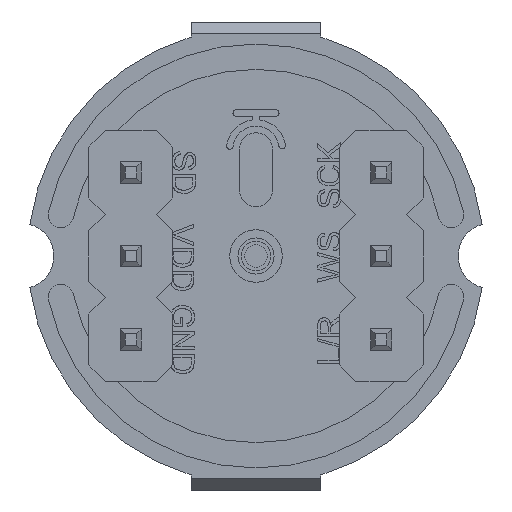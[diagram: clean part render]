
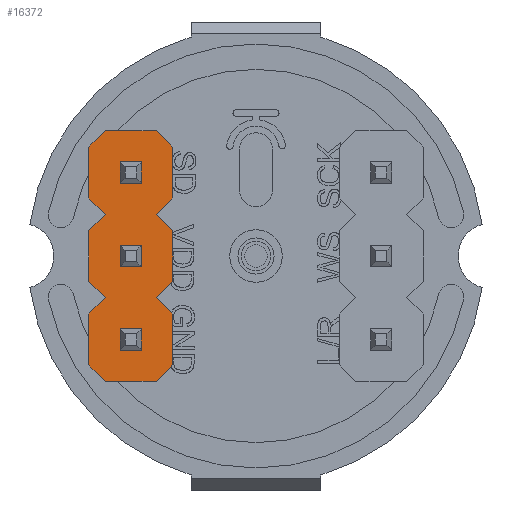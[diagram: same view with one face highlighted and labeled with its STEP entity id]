
A CAD part, front view. The second image highlights one B-rep face of the part: STEP entity #16372.
In plain terms, the highlighted planar face has unit normal (0, -1, 0).
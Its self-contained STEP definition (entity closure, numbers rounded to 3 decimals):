
#696=FACE_BOUND('',#3100,.T.);
#697=FACE_BOUND('',#3101,.T.);
#698=FACE_BOUND('',#3102,.T.);
#2112=FACE_OUTER_BOUND('',#3099,.T.);
#3099=EDGE_LOOP('',(#14333,#14334,#14335,#14336,#14337,#14338,#14339,#14340,
#14341,#14342,#14343,#14344,#14345,#14346,#14347,#14348,#14349,#14350,#14351,
#14352));
#3100=EDGE_LOOP('',(#14353,#14354,#14355,#14356));
#3101=EDGE_LOOP('',(#14357,#14358,#14359,#14360));
#3102=EDGE_LOOP('',(#14361,#14362,#14363,#14364));
#4436=LINE('',#31632,#6002);
#4441=LINE('',#31643,#6007);
#4445=LINE('',#31650,#6011);
#4446=LINE('',#31654,#6012);
#4452=LINE('',#31666,#6018);
#4454=LINE('',#31670,#6020);
#4461=LINE('',#31684,#6027);
#4464=LINE('',#31690,#6030);
#4466=LINE('',#31693,#6032);
#4468=LINE('',#31696,#6034);
#4469=LINE('',#31698,#6035);
#4490=LINE('',#31740,#6056);
#4493=LINE('',#31747,#6059);
#4497=LINE('',#31755,#6063);
#4500=LINE('',#31760,#6066);
#4503=LINE('',#31766,#6069);
#4506=LINE('',#31772,#6072);
#4508=LINE('',#31776,#6074);
#4509=LINE('',#31778,#6075);
#4511=LINE('',#31781,#6077);
#4512=LINE('',#31783,#6078);
#4513=LINE('',#31786,#6079);
#4518=LINE('',#31796,#6084);
#4521=LINE('',#31802,#6087);
#4524=LINE('',#31807,#6090);
#4527=LINE('',#31813,#6093);
#4530=LINE('',#31820,#6096);
#4532=LINE('',#31824,#6098);
#4535=LINE('',#31829,#6101);
#4536=LINE('',#31831,#6102);
#4537=LINE('',#31833,#6103);
#4538=LINE('',#31835,#6104);
#6002=VECTOR('',#19894,10.);
#6007=VECTOR('',#19901,10.);
#6011=VECTOR('',#19907,10.);
#6012=VECTOR('',#19910,10.);
#6018=VECTOR('',#19918,10.);
#6020=VECTOR('',#19922,10.);
#6027=VECTOR('',#19931,10.);
#6030=VECTOR('',#19936,10.);
#6032=VECTOR('',#19940,10.);
#6034=VECTOR('',#19944,10.);
#6035=VECTOR('',#19947,10.);
#6056=VECTOR('',#19976,10.);
#6059=VECTOR('',#19981,10.);
#6063=VECTOR('',#19987,10.);
#6066=VECTOR('',#19992,10.);
#6069=VECTOR('',#19997,10.);
#6072=VECTOR('',#20002,10.);
#6074=VECTOR('',#20006,10.);
#6075=VECTOR('',#20009,10.);
#6077=VECTOR('',#20013,10.);
#6078=VECTOR('',#20016,10.);
#6079=VECTOR('',#20019,10.);
#6084=VECTOR('',#20028,10.);
#6087=VECTOR('',#20033,10.);
#6090=VECTOR('',#20038,10.);
#6093=VECTOR('',#20043,10.);
#6096=VECTOR('',#20050,10.);
#6098=VECTOR('',#20054,10.);
#6101=VECTOR('',#20059,10.);
#6102=VECTOR('',#20062,10.);
#6103=VECTOR('',#20065,10.);
#6104=VECTOR('',#20068,10.);
#7653=VERTEX_POINT('',#31628);
#7655=VERTEX_POINT('',#31631);
#7659=VERTEX_POINT('',#31640);
#7660=VERTEX_POINT('',#31642);
#7662=VERTEX_POINT('',#31648);
#7663=VERTEX_POINT('',#31652);
#7664=VERTEX_POINT('',#31653);
#7669=VERTEX_POINT('',#31665);
#7670=VERTEX_POINT('',#31669);
#7674=VERTEX_POINT('',#31678);
#7676=VERTEX_POINT('',#31682);
#7678=VERTEX_POINT('',#31688);
#7695=VERTEX_POINT('',#31739);
#7696=VERTEX_POINT('',#31743);
#7698=VERTEX_POINT('',#31746);
#7700=VERTEX_POINT('',#31752);
#7701=VERTEX_POINT('',#31754);
#7702=VERTEX_POINT('',#31758);
#7704=VERTEX_POINT('',#31764);
#7705=VERTEX_POINT('',#31768);
#7706=VERTEX_POINT('',#31770);
#7707=VERTEX_POINT('',#31774);
#7708=VERTEX_POINT('',#31785);
#7710=VERTEX_POINT('',#31793);
#7711=VERTEX_POINT('',#31795);
#7712=VERTEX_POINT('',#31799);
#7713=VERTEX_POINT('',#31801);
#7714=VERTEX_POINT('',#31805);
#7716=VERTEX_POINT('',#31811);
#7718=VERTEX_POINT('',#31819);
#7719=VERTEX_POINT('',#31823);
#7720=VERTEX_POINT('',#31827);
#9850=EDGE_CURVE('',#7653,#7655,#4436,.T.);
#9855=EDGE_CURVE('',#7660,#7659,#4441,.T.);
#9859=EDGE_CURVE('',#7659,#7662,#4445,.T.);
#9860=EDGE_CURVE('',#7663,#7664,#4446,.T.);
#9866=EDGE_CURVE('',#7669,#7664,#4452,.T.);
#9868=EDGE_CURVE('',#7669,#7670,#4454,.T.);
#9875=EDGE_CURVE('',#7676,#7674,#4461,.T.);
#9878=EDGE_CURVE('',#7662,#7678,#4464,.T.);
#9880=EDGE_CURVE('',#7678,#7660,#4466,.T.);
#9882=EDGE_CURVE('',#7663,#7655,#4468,.T.);
#9883=EDGE_CURVE('',#7676,#7670,#4469,.T.);
#9904=EDGE_CURVE('',#7674,#7695,#4490,.T.);
#9907=EDGE_CURVE('',#7696,#7698,#4493,.T.);
#9911=EDGE_CURVE('',#7701,#7700,#4497,.T.);
#9914=EDGE_CURVE('',#7700,#7702,#4500,.T.);
#9917=EDGE_CURVE('',#7704,#7653,#4503,.T.);
#9920=EDGE_CURVE('',#7706,#7705,#4506,.T.);
#9922=EDGE_CURVE('',#7702,#7707,#4508,.T.);
#9923=EDGE_CURVE('',#7707,#7701,#4509,.T.);
#9925=EDGE_CURVE('',#7704,#7698,#4511,.T.);
#9926=EDGE_CURVE('',#7706,#7695,#4512,.T.);
#9927=EDGE_CURVE('',#7705,#7708,#4513,.T.);
#9932=EDGE_CURVE('',#7711,#7710,#4518,.T.);
#9935=EDGE_CURVE('',#7713,#7712,#4521,.T.);
#9938=EDGE_CURVE('',#7712,#7714,#4524,.T.);
#9941=EDGE_CURVE('',#7716,#7696,#4527,.T.);
#9944=EDGE_CURVE('',#7711,#7718,#4530,.T.);
#9946=EDGE_CURVE('',#7719,#7710,#4532,.T.);
#9949=EDGE_CURVE('',#7714,#7720,#4535,.T.);
#9950=EDGE_CURVE('',#7720,#7713,#4536,.T.);
#9951=EDGE_CURVE('',#7716,#7718,#4537,.T.);
#9952=EDGE_CURVE('',#7719,#7708,#4538,.T.);
#14333=ORIENTED_EDGE('',*,*,#9917,.F.);
#14334=ORIENTED_EDGE('',*,*,#9925,.T.);
#14335=ORIENTED_EDGE('',*,*,#9907,.F.);
#14336=ORIENTED_EDGE('',*,*,#9941,.F.);
#14337=ORIENTED_EDGE('',*,*,#9951,.T.);
#14338=ORIENTED_EDGE('',*,*,#9944,.F.);
#14339=ORIENTED_EDGE('',*,*,#9932,.T.);
#14340=ORIENTED_EDGE('',*,*,#9946,.F.);
#14341=ORIENTED_EDGE('',*,*,#9952,.T.);
#14342=ORIENTED_EDGE('',*,*,#9927,.F.);
#14343=ORIENTED_EDGE('',*,*,#9920,.F.);
#14344=ORIENTED_EDGE('',*,*,#9926,.T.);
#14345=ORIENTED_EDGE('',*,*,#9904,.F.);
#14346=ORIENTED_EDGE('',*,*,#9875,.F.);
#14347=ORIENTED_EDGE('',*,*,#9883,.T.);
#14348=ORIENTED_EDGE('',*,*,#9868,.F.);
#14349=ORIENTED_EDGE('',*,*,#9866,.T.);
#14350=ORIENTED_EDGE('',*,*,#9860,.F.);
#14351=ORIENTED_EDGE('',*,*,#9882,.T.);
#14352=ORIENTED_EDGE('',*,*,#9850,.F.);
#14353=ORIENTED_EDGE('',*,*,#9880,.T.);
#14354=ORIENTED_EDGE('',*,*,#9855,.T.);
#14355=ORIENTED_EDGE('',*,*,#9859,.T.);
#14356=ORIENTED_EDGE('',*,*,#9878,.T.);
#14357=ORIENTED_EDGE('',*,*,#9923,.T.);
#14358=ORIENTED_EDGE('',*,*,#9911,.T.);
#14359=ORIENTED_EDGE('',*,*,#9914,.T.);
#14360=ORIENTED_EDGE('',*,*,#9922,.T.);
#14361=ORIENTED_EDGE('',*,*,#9950,.T.);
#14362=ORIENTED_EDGE('',*,*,#9935,.T.);
#14363=ORIENTED_EDGE('',*,*,#9938,.T.);
#14364=ORIENTED_EDGE('',*,*,#9949,.T.);
#15258=PLANE('',#17246);
#16372=ADVANCED_FACE('',(#2112,#696,#697,#698),#15258,.T.);
#17246=AXIS2_PLACEMENT_3D('',#31836,#20069,#20070);
#19894=DIRECTION('',(0.707,0.,-0.707));
#19901=DIRECTION('',(0.,0.,-1.));
#19907=DIRECTION('',(-1.,0.,0.));
#19910=DIRECTION('',(-0.707,0.,-0.707));
#19918=DIRECTION('',(1.,0.,0.));
#19922=DIRECTION('',(-0.707,0.,0.707));
#19931=DIRECTION('',(0.707,0.,0.707));
#19936=DIRECTION('',(0.,0.,1.));
#19940=DIRECTION('',(1.,0.,0.));
#19944=DIRECTION('',(0.,0.,1.));
#19947=DIRECTION('',(0.,0.,-1.));
#19976=DIRECTION('',(-0.707,0.,0.707));
#19981=DIRECTION('',(0.707,0.,-0.707));
#19987=DIRECTION('',(0.,0.,-1.));
#19992=DIRECTION('',(-1.,0.,0.));
#19997=DIRECTION('',(-0.707,0.,-0.707));
#20002=DIRECTION('',(0.707,0.,0.707));
#20006=DIRECTION('',(0.,0.,1.));
#20009=DIRECTION('',(1.,0.,0.));
#20013=DIRECTION('',(0.,0.,1.));
#20016=DIRECTION('',(0.,0.,-1.));
#20019=DIRECTION('',(-0.707,0.,0.707));
#20028=DIRECTION('',(-1.,0.,0.));
#20033=DIRECTION('',(0.,0.,-1.));
#20038=DIRECTION('',(-1.,0.,0.));
#20043=DIRECTION('',(-0.707,0.,-0.707));
#20050=DIRECTION('',(0.707,0.,-0.707));
#20054=DIRECTION('',(0.707,0.,0.707));
#20059=DIRECTION('',(0.,0.,1.));
#20062=DIRECTION('',(1.,0.,0.));
#20065=DIRECTION('',(0.,0.,1.));
#20068=DIRECTION('',(0.,0.,-1.));
#20069=DIRECTION('center_axis',(0.,-1.,0.));
#20070=DIRECTION('ref_axis',(0.,0.,-1.));
#31628=CARTESIAN_POINT('',(-3.03,-2.51,-1.27));
#31631=CARTESIAN_POINT('',(-2.535,-2.51,-1.765));
#31632=CARTESIAN_POINT('',(-2.785,-2.51,-1.515));
#31640=CARTESIAN_POINT('',(-3.485,-2.51,-2.865));
#31642=CARTESIAN_POINT('',(-3.485,-2.51,-2.215));
#31643=CARTESIAN_POINT('',(-3.485,-2.51,-2.215));
#31648=CARTESIAN_POINT('',(-4.135,-2.51,-2.865));
#31650=CARTESIAN_POINT('',(-3.485,-2.51,-2.865));
#31652=CARTESIAN_POINT('',(-2.535,-2.51,-3.315));
#31653=CARTESIAN_POINT('',(-3.035,-2.51,-3.815));
#31654=CARTESIAN_POINT('',(-2.785,-2.51,-3.565));
#31665=CARTESIAN_POINT('',(-4.585,-2.51,-3.815));
#31666=CARTESIAN_POINT('',(-2.535,-2.51,-3.815));
#31669=CARTESIAN_POINT('',(-5.085,-2.51,-3.315));
#31670=CARTESIAN_POINT('',(-4.835,-2.51,-3.565));
#31678=CARTESIAN_POINT('',(-4.59,-2.51,-1.27));
#31682=CARTESIAN_POINT('',(-5.085,-2.51,-1.765));
#31684=CARTESIAN_POINT('',(-4.835,-2.51,-1.515));
#31688=CARTESIAN_POINT('',(-4.135,-2.51,-2.215));
#31690=CARTESIAN_POINT('',(-4.135,-2.51,-2.865));
#31693=CARTESIAN_POINT('',(-4.135,-2.51,-2.215));
#31696=CARTESIAN_POINT('',(-2.535,-2.51,-1.265));
#31698=CARTESIAN_POINT('',(-5.085,-2.51,-3.815));
#31739=CARTESIAN_POINT('',(-5.085,-2.51,-0.775));
#31740=CARTESIAN_POINT('',(-4.835,-2.51,-1.025));
#31743=CARTESIAN_POINT('',(-3.03,-2.51,1.27));
#31746=CARTESIAN_POINT('',(-2.535,-2.51,0.775));
#31747=CARTESIAN_POINT('',(-2.785,-2.51,1.025));
#31752=CARTESIAN_POINT('',(-3.485,-2.51,-0.325));
#31754=CARTESIAN_POINT('',(-3.485,-2.51,0.325));
#31755=CARTESIAN_POINT('',(-3.485,-2.51,0.325));
#31758=CARTESIAN_POINT('',(-4.135,-2.51,-0.325));
#31760=CARTESIAN_POINT('',(-3.485,-2.51,-0.325));
#31764=CARTESIAN_POINT('',(-2.535,-2.51,-0.775));
#31766=CARTESIAN_POINT('',(-2.785,-2.51,-1.025));
#31768=CARTESIAN_POINT('',(-4.59,-2.51,1.27));
#31770=CARTESIAN_POINT('',(-5.085,-2.51,0.775));
#31772=CARTESIAN_POINT('',(-4.835,-2.51,1.025));
#31774=CARTESIAN_POINT('',(-4.135,-2.51,0.325));
#31776=CARTESIAN_POINT('',(-4.135,-2.51,-0.325));
#31778=CARTESIAN_POINT('',(-4.135,-2.51,0.325));
#31781=CARTESIAN_POINT('',(-2.535,-2.51,1.275));
#31783=CARTESIAN_POINT('',(-5.085,-2.51,-1.275));
#31785=CARTESIAN_POINT('',(-5.085,-2.51,1.765));
#31786=CARTESIAN_POINT('',(-4.835,-2.51,1.515));
#31793=CARTESIAN_POINT('',(-4.585,-2.51,3.815));
#31795=CARTESIAN_POINT('',(-3.035,-2.51,3.815));
#31796=CARTESIAN_POINT('',(-5.085,-2.51,3.815));
#31799=CARTESIAN_POINT('',(-3.485,-2.51,2.215));
#31801=CARTESIAN_POINT('',(-3.485,-2.51,2.865));
#31802=CARTESIAN_POINT('',(-3.485,-2.51,2.865));
#31805=CARTESIAN_POINT('',(-4.135,-2.51,2.215));
#31807=CARTESIAN_POINT('',(-3.485,-2.51,2.215));
#31811=CARTESIAN_POINT('',(-2.535,-2.51,1.765));
#31813=CARTESIAN_POINT('',(-2.785,-2.51,1.515));
#31819=CARTESIAN_POINT('',(-2.535,-2.51,3.315));
#31820=CARTESIAN_POINT('',(-2.785,-2.51,3.565));
#31823=CARTESIAN_POINT('',(-5.085,-2.51,3.315));
#31824=CARTESIAN_POINT('',(-4.835,-2.51,3.565));
#31827=CARTESIAN_POINT('',(-4.135,-2.51,2.865));
#31829=CARTESIAN_POINT('',(-4.135,-2.51,2.215));
#31831=CARTESIAN_POINT('',(-4.135,-2.51,2.865));
#31833=CARTESIAN_POINT('',(-2.535,-2.51,3.815));
#31835=CARTESIAN_POINT('',(-5.085,-2.51,1.265));
#31836=CARTESIAN_POINT('Origin',(-3.81,-2.51,2.54));
